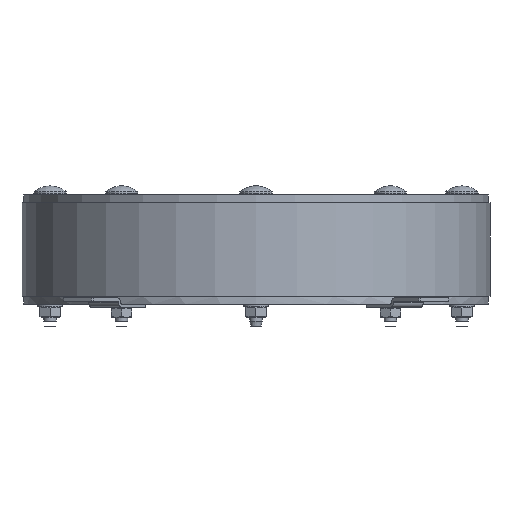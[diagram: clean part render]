
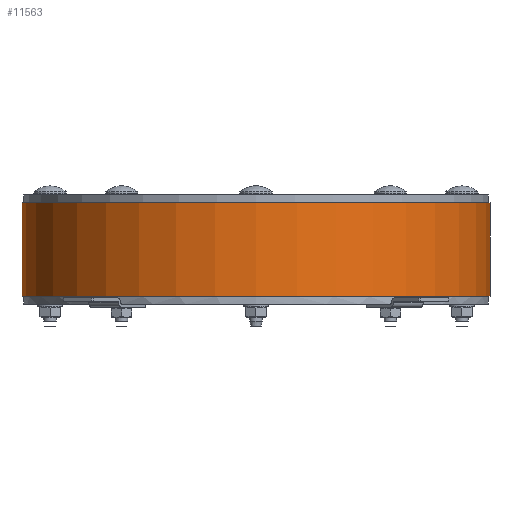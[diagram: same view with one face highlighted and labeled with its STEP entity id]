
A CAD part, front view. The second image highlights one B-rep face of the part: STEP entity #11563.
In plain terms, the highlighted cylindrical face has radius 150 mm (diameter 300 mm), a partial arc.
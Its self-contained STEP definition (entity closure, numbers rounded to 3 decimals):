
#1356=FACE_OUTER_BOUND('',#2124,.T.);
#2124=EDGE_LOOP('',(#9246,#9247,#9248,#9249));
#2875=LINE('',#18290,#3759);
#2876=LINE('',#18291,#3760);
#3759=VECTOR('',#14804,10.);
#3760=VECTOR('',#14805,10.);
#4513=CIRCLE('',#12650,150.);
#4514=CIRCLE('',#12651,150.);
#5215=VERTEX_POINT('',#18278);
#5216=VERTEX_POINT('',#18280);
#5217=VERTEX_POINT('',#18284);
#5218=VERTEX_POINT('',#18286);
#6503=EDGE_CURVE('',#5218,#5216,#2875,.T.);
#6504=EDGE_CURVE('',#5215,#5217,#2876,.T.);
#6696=EDGE_CURVE('',#5216,#5215,#4513,.T.);
#6697=EDGE_CURVE('',#5217,#5218,#4514,.T.);
#9246=ORIENTED_EDGE('',*,*,#6504,.F.);
#9247=ORIENTED_EDGE('',*,*,#6696,.F.);
#9248=ORIENTED_EDGE('',*,*,#6503,.F.);
#9249=ORIENTED_EDGE('',*,*,#6697,.F.);
#10398=CYLINDRICAL_SURFACE('',#12649,150.);
#11563=ADVANCED_FACE('',(#1356),#10398,.T.);
#12649=AXIS2_PLACEMENT_3D('',#18733,#15209,#15210);
#12650=AXIS2_PLACEMENT_3D('',#18734,#15211,#15212);
#12651=AXIS2_PLACEMENT_3D('',#18735,#15213,#15214);
#14804=DIRECTION('',(0.,0.,1.));
#14805=DIRECTION('',(0.,0.,-1.));
#15209=DIRECTION('center_axis',(0.,0.,1.));
#15210=DIRECTION('ref_axis',(-1.,0.,0.));
#15211=DIRECTION('center_axis',(0.,0.,1.));
#15212=DIRECTION('ref_axis',(-1.,0.,0.));
#15213=DIRECTION('center_axis',(0.,0.,-1.));
#15214=DIRECTION('ref_axis',(-1.,0.,0.));
#18278=CARTESIAN_POINT('',(150.,0.,45.));
#18280=CARTESIAN_POINT('',(-150.,0.,45.));
#18284=CARTESIAN_POINT('',(150.,0.,-15.));
#18286=CARTESIAN_POINT('',(-150.,0.,-15.));
#18290=CARTESIAN_POINT('',(-150.,0.,15.));
#18291=CARTESIAN_POINT('',(150.,0.,15.));
#18733=CARTESIAN_POINT('Origin',(0.,0.,15.));
#18734=CARTESIAN_POINT('Origin',(0.,0.,45.));
#18735=CARTESIAN_POINT('Origin',(0.,0.,-15.));
